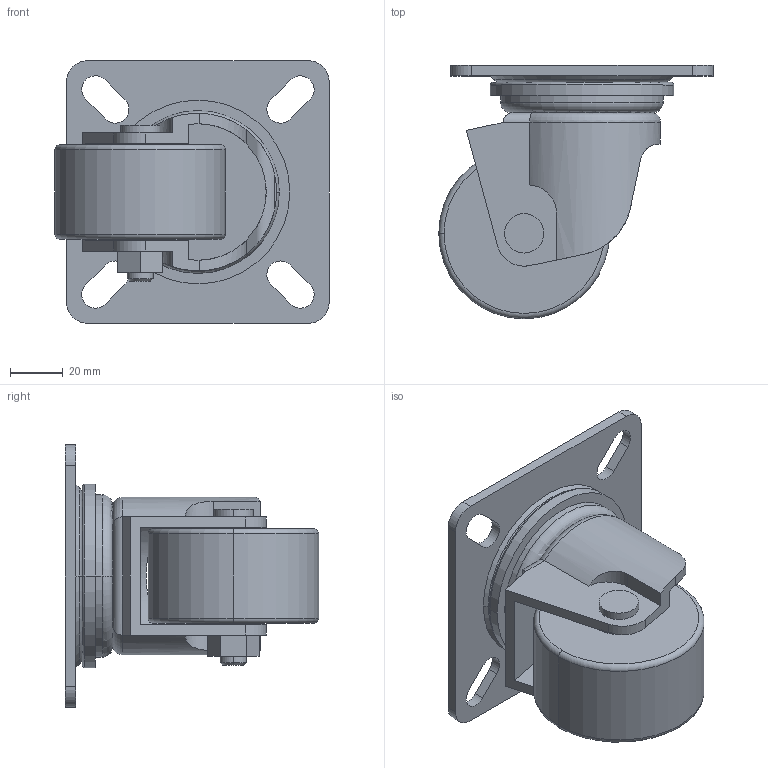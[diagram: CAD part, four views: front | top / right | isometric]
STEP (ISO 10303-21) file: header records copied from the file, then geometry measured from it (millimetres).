
FILE_DESCRIPTION (( 'STEP AP203' ), '1' );
FILE_NAME ('K-508-65.STEP', '2013-12-10T06:06:34', ( '' ), ( '' ), 'SwSTEP 2.0', 'SolidWorks 2012', '' );
FILE_SCHEMA (( 'CONFIG_CONTROL_DESIGN' ));
Length unit declared in the file: millimetre
Products named in the file (1): K-508-65
Bounding box: 104.5 x 96.5 x 100 mm (x, y, z)
Volume: 257300.1 mm3; surface area: 54460 mm2
Topology: 1 solids, 1 shells, 106 faces, 272 edges, 176 vertices
Faces by surface type: plane 47, cylinder 44, torus 11, cone 4
Entity records: 3565 total; most frequent: CARTESIAN_POINT 860, DIRECTION 560, ORIENTED_EDGE 544, EDGE_CURVE 272, AXIS2_PLACEMENT_3D 208, VERTEX_POINT 176, LINE 144, VECTOR 144
